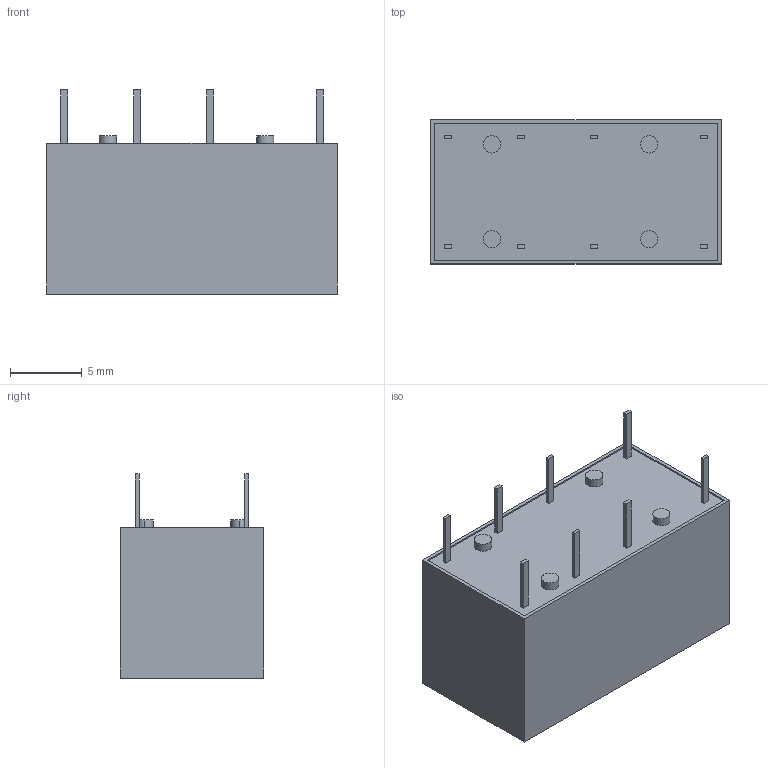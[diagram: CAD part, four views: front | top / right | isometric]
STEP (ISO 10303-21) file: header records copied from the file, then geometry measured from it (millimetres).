
FILE_DESCRIPTION((''),'2;1');
FILE_NAME('C-1393792-2','2009-05-16T',('workeradm'),('Tyco Electronics Corporation'),'PRO/ENGINEER BY PARAMETRIC TECHNOLOGY CORPORATION, 2007390','PRO/ENGINEER BY PARAMETRIC TECHNOLOGY CORPORATION, 2007390','');
FILE_SCHEMA(('AUTOMOTIVE_DESIGN { 1 0 10303 214 1 1 1 1 }'));
Length unit declared in the file: millimetre
Products named in the file (1): C-1393792-2
Bounding box: 20.2 x 10 x 14.2 mm (x, y, z)
Volume: 2107.2 mm3; surface area: 1102 mm2
Topology: 1 solids, 1 shells, 901 faces, 2514 edges, 1676 vertices
Faces by surface type: plane 849, extrusion 34, cylinder 18
Entity records: 28556 total; most frequent: CARTESIAN_POINT 5361, ORIENTED_EDGE 5028, DIRECTION 4250, EDGE_CURVE 2514, VECTOR 2444, LINE 2410, VERTEX_POINT 1676, EDGE_LOOP 962
